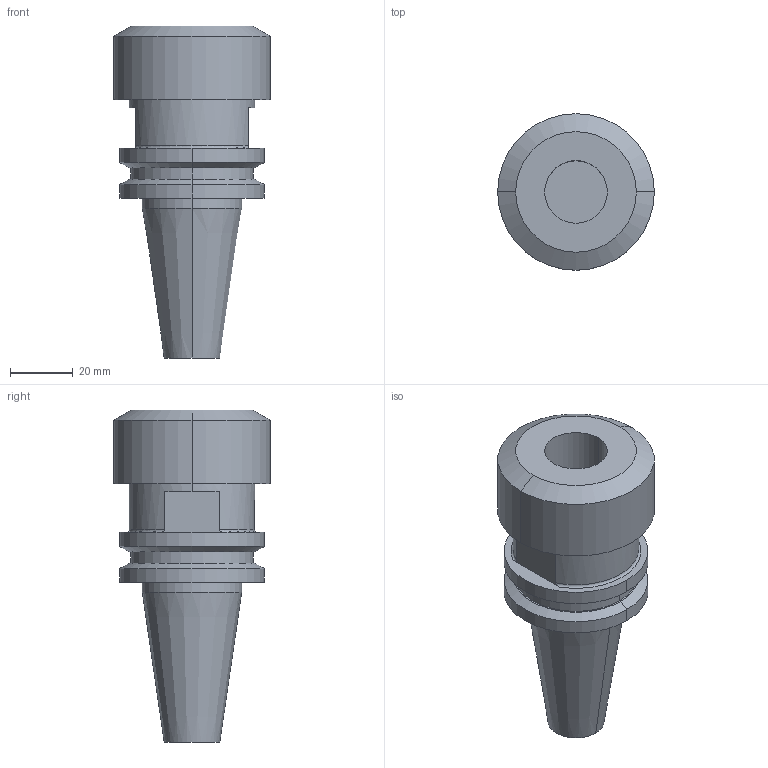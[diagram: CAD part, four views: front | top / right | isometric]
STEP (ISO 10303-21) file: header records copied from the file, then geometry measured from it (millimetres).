
FILE_DESCRIPTION (( 'STEP AP203' ), '1' );
FILE_NAME ('STP-SATE-12000-CMS.STEP', '2020-07-02T08:57:30', ( '' ), ( '' ), 'SwSTEP 2.0', 'SolidWorks 2017', '' );
FILE_SCHEMA (( 'CONFIG_CONTROL_DESIGN' ));
Length unit declared in the file: millimetre
Products named in the file (1): STP-SATE-12000-CMS
Bounding box: 50 x 50 x 106 mm (x, y, z)
Volume: 97805.9 mm3; surface area: 20062.6 mm2
Topology: 1 solids, 1 shells, 49 faces, 105 edges, 65 vertices
Faces by surface type: cylinder 20, plane 14, cone 12, torus 3
Entity records: 1441 total; most frequent: CARTESIAN_POINT 262, DIRECTION 258, ORIENTED_EDGE 206, AXIS2_PLACEMENT_3D 109, EDGE_CURVE 103, VERTEX_POINT 65, CIRCLE 59, EDGE_LOOP 58
